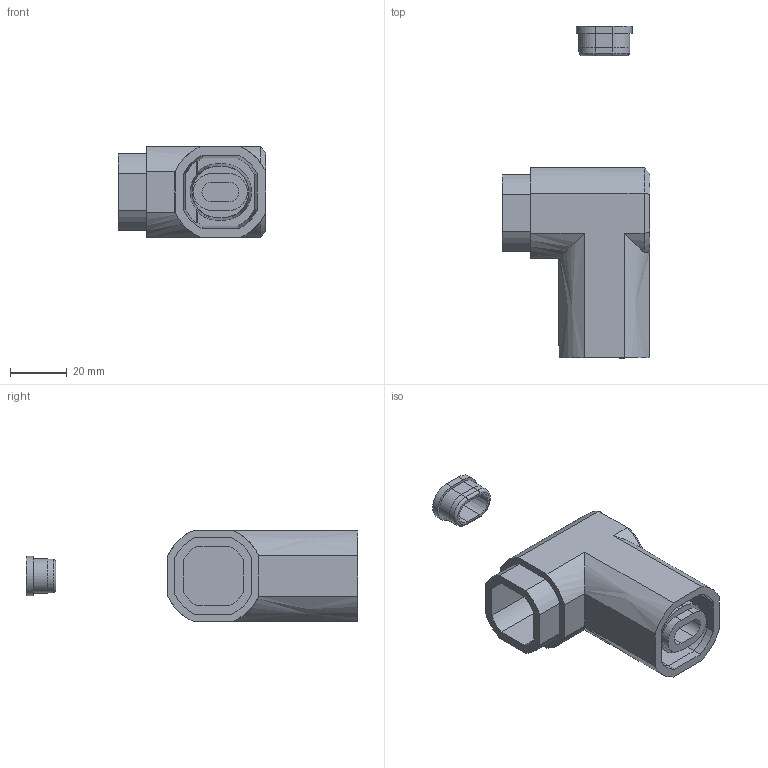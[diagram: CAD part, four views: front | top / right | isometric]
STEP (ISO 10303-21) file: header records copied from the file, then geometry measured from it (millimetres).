
FILE_DESCRIPTION((''),'2;1');
FILE_NAME('handle-塞子--1109.stp','2013-07-10T16:42:50',('user'),(''),'Autodesk Inventor 2012','Autodesk Inventor 2012','');
FILE_SCHEMA(('AUTOMOTIVE_DESIGN { 1 0 10303 214 1 1 1 1 }'));
Length unit declared in the file: millimetre
Products named in the file (1): handle-塞子--1109
Bounding box: 52 x 117 x 32 mm (x, y, z)
Volume: 42843.2 mm3; surface area: 25319.5 mm2
Topology: 2 solids, 2 shells, 120 faces, 292 edges, 184 vertices
Faces by surface type: plane 59, cylinder 32, bspline 15, cone 10, torus 4
Entity records: 4433 total; most frequent: CARTESIAN_POINT 1670, ORIENTED_EDGE 584, DIRECTION 535, EDGE_CURVE 292, AXIS2_PLACEMENT_3D 192, VERTEX_POINT 184, VECTOR 151, LINE 151
